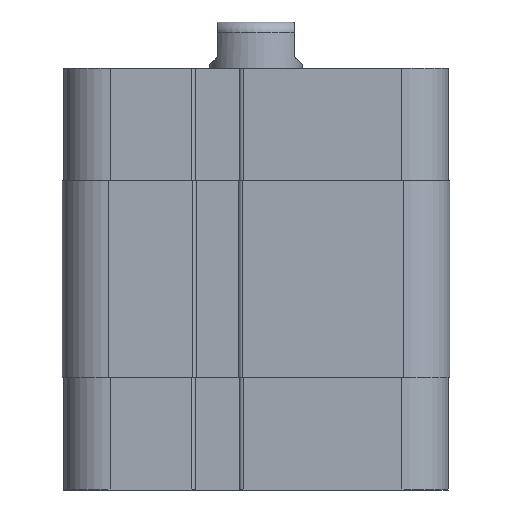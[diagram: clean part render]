
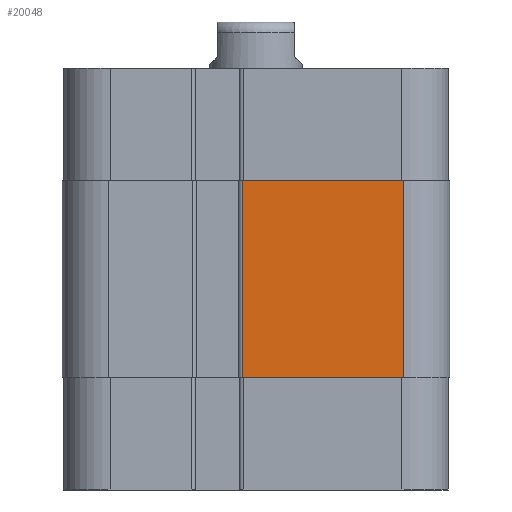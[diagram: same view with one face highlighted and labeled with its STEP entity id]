
A CAD part, front view. The second image highlights one B-rep face of the part: STEP entity #20048.
In plain terms, the highlighted planar face has unit normal (0, -1, 0).
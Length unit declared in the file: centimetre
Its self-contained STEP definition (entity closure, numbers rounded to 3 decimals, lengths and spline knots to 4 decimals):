
#798=PLANE($,#20751);
#1872=FACE_OUTER_BOUND($,#3083,.T.);
#3083=EDGE_LOOP($,(#18063,#18064,#18065,#18066));
#4408=LINE($,#40070,#5867);
#4513=LINE($,#40381,#5972);
#4539=LINE($,#40475,#5998);
#4540=LINE($,#40477,#5999);
#5867=VECTOR($,#23104,2.08);
#5972=VECTOR($,#23421,2.08);
#5998=VECTOR($,#23501,2.55);
#5999=VECTOR($,#23504,2.55);
#9190=VERTEX_POINT($,#40067);
#9191=VERTEX_POINT($,#40069);
#9290=VERTEX_POINT($,#40378);
#9291=VERTEX_POINT($,#40380);
#12068=EDGE_CURVE($,#9191,#9190,#4408,.T.);
#12223=EDGE_CURVE($,#9291,#9290,#4513,.T.);
#12271=EDGE_CURVE($,#9190,#9291,#4539,.T.);
#12272=EDGE_CURVE($,#9191,#9290,#4540,.T.);
#18063=ORIENTED_EDGE($,*,*,#12223,.T.);
#18064=ORIENTED_EDGE($,*,*,#12272,.F.);
#18065=ORIENTED_EDGE($,*,*,#12068,.T.);
#18066=ORIENTED_EDGE($,*,*,#12271,.T.);
#20048=ADVANCED_FACE($,(#1872),#798,.T.);
#20751=AXIS2_PLACEMENT_3D($,#40476,#23502,#23503);
#23104=DIRECTION($,(1.,0.,0.));
#23421=DIRECTION($,(-1.,0.,0.));
#23501=DIRECTION($,(0.,0.,1.));
#23502=DIRECTION('center_axis',(0.,-1.,0.));
#23503=DIRECTION('ref_axis',(1.,0.,0.));
#23504=DIRECTION($,(0.,0.,1.));
#40067=CARTESIAN_POINT('',(1.905,-2.505,1.45));
#40069=CARTESIAN_POINT('',(-0.175,-2.505,1.45));
#40070=CARTESIAN_POINT($,(-0.175,-2.505,1.45));
#40378=CARTESIAN_POINT('',(-0.175,-2.505,4.));
#40380=CARTESIAN_POINT('',(1.905,-2.505,4.));
#40381=CARTESIAN_POINT($,(1.905,-2.505,4.));
#40475=CARTESIAN_POINT($,(1.905,-2.505,1.45));
#40476=CARTESIAN_POINT('Origin',(1.905,-2.505,12.225));
#40477=CARTESIAN_POINT($,(-0.175,-2.505,1.45));
